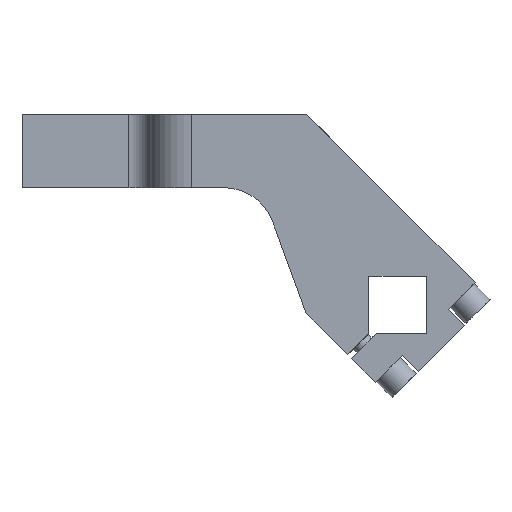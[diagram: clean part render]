
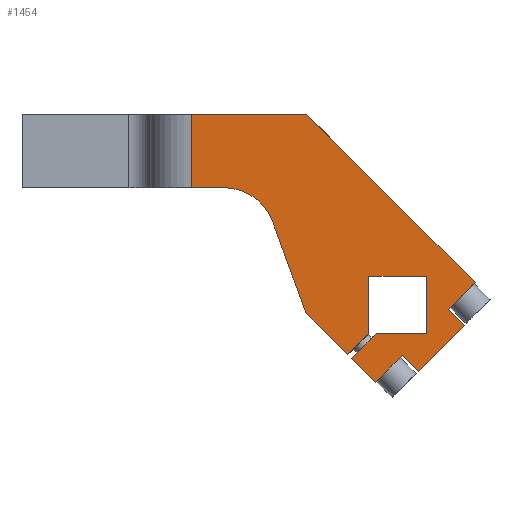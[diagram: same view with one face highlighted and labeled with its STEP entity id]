
A CAD part, left-side view. The second image highlights one B-rep face of the part: STEP entity #1454.
In plain terms, the highlighted planar face has unit normal (-1, 0, 0).
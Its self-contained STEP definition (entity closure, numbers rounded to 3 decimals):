
#36=PLANE('',#1573);
#105=FACE_OUTER_BOUND('',#188,.T.);
#188=EDGE_LOOP('',(#1086,#1087,#1088,#1089,#1090,#1091,#1092,#1093,#1094,
#1095,#1096,#1097,#1098,#1099,#1100,#1101,#1102,#1103,#1104,#1105,#1106,
#1107,#1108));
#263=LINE('',#2113,#426);
#291=LINE('',#2179,#454);
#299=LINE('',#2209,#462);
#307=LINE('',#2236,#470);
#309=LINE('',#2240,#472);
#310=LINE('',#2242,#473);
#311=LINE('',#2244,#474);
#312=LINE('',#2246,#475);
#313=LINE('',#2248,#476);
#314=LINE('',#2250,#477);
#315=LINE('',#2252,#478);
#316=LINE('',#2254,#479);
#317=LINE('',#2256,#480);
#318=LINE('',#2258,#481);
#319=LINE('',#2260,#482);
#320=LINE('',#2262,#483);
#321=LINE('',#2264,#484);
#322=LINE('',#2266,#485);
#323=LINE('',#2268,#486);
#324=LINE('',#2270,#487);
#325=LINE('',#2271,#488);
#326=LINE('',#2272,#489);
#426=VECTOR('',#1684,10.);
#454=VECTOR('',#1740,10.);
#462=VECTOR('',#1766,10.);
#470=VECTOR('',#1792,10.);
#472=VECTOR('',#1796,10.);
#473=VECTOR('',#1797,10.);
#474=VECTOR('',#1798,10.);
#475=VECTOR('',#1799,10.);
#476=VECTOR('',#1800,10.);
#477=VECTOR('',#1801,10.);
#478=VECTOR('',#1802,10.);
#479=VECTOR('',#1803,10.);
#480=VECTOR('',#1804,10.);
#481=VECTOR('',#1805,10.);
#482=VECTOR('',#1806,10.);
#483=VECTOR('',#1807,10.);
#484=VECTOR('',#1808,10.);
#485=VECTOR('',#1809,10.);
#486=VECTOR('',#1810,10.);
#487=VECTOR('',#1811,10.);
#488=VECTOR('',#1812,10.);
#489=VECTOR('',#1813,10.);
#586=CIRCLE('',#1542,20.);
#642=VERTEX_POINT('',#2111);
#643=VERTEX_POINT('',#2112);
#646=VERTEX_POINT('',#2120);
#667=VERTEX_POINT('',#2177);
#679=VERTEX_POINT('',#2206);
#680=VERTEX_POINT('',#2208);
#690=VERTEX_POINT('',#2234);
#691=VERTEX_POINT('',#2239);
#692=VERTEX_POINT('',#2241);
#693=VERTEX_POINT('',#2243);
#694=VERTEX_POINT('',#2245);
#695=VERTEX_POINT('',#2247);
#696=VERTEX_POINT('',#2249);
#697=VERTEX_POINT('',#2251);
#698=VERTEX_POINT('',#2253);
#699=VERTEX_POINT('',#2255);
#700=VERTEX_POINT('',#2257);
#701=VERTEX_POINT('',#2259);
#702=VERTEX_POINT('',#2261);
#703=VERTEX_POINT('',#2263);
#704=VERTEX_POINT('',#2265);
#705=VERTEX_POINT('',#2267);
#706=VERTEX_POINT('',#2269);
#781=EDGE_CURVE('',#642,#643,#263,.T.);
#785=EDGE_CURVE('',#646,#642,#586,.T.);
#815=EDGE_CURVE('',#643,#667,#291,.T.);
#829=EDGE_CURVE('',#680,#679,#299,.T.);
#843=EDGE_CURVE('',#690,#679,#307,.T.);
#845=EDGE_CURVE('',#667,#691,#309,.T.);
#846=EDGE_CURVE('',#691,#692,#310,.T.);
#847=EDGE_CURVE('',#692,#693,#311,.T.);
#848=EDGE_CURVE('',#693,#694,#312,.T.);
#849=EDGE_CURVE('',#694,#695,#313,.T.);
#850=EDGE_CURVE('',#695,#696,#314,.T.);
#851=EDGE_CURVE('',#696,#697,#315,.T.);
#852=EDGE_CURVE('',#697,#698,#316,.T.);
#853=EDGE_CURVE('',#698,#699,#317,.T.);
#854=EDGE_CURVE('',#699,#700,#318,.T.);
#855=EDGE_CURVE('',#700,#701,#319,.T.);
#856=EDGE_CURVE('',#701,#702,#320,.T.);
#857=EDGE_CURVE('',#702,#703,#321,.T.);
#858=EDGE_CURVE('',#703,#704,#322,.T.);
#859=EDGE_CURVE('',#704,#705,#323,.T.);
#860=EDGE_CURVE('',#705,#706,#324,.T.);
#861=EDGE_CURVE('',#706,#680,#325,.T.);
#862=EDGE_CURVE('',#690,#646,#326,.T.);
#1086=ORIENTED_EDGE('',*,*,#781,.T.);
#1087=ORIENTED_EDGE('',*,*,#815,.T.);
#1088=ORIENTED_EDGE('',*,*,#845,.T.);
#1089=ORIENTED_EDGE('',*,*,#846,.T.);
#1090=ORIENTED_EDGE('',*,*,#847,.T.);
#1091=ORIENTED_EDGE('',*,*,#848,.T.);
#1092=ORIENTED_EDGE('',*,*,#849,.T.);
#1093=ORIENTED_EDGE('',*,*,#850,.T.);
#1094=ORIENTED_EDGE('',*,*,#851,.T.);
#1095=ORIENTED_EDGE('',*,*,#852,.T.);
#1096=ORIENTED_EDGE('',*,*,#853,.T.);
#1097=ORIENTED_EDGE('',*,*,#854,.T.);
#1098=ORIENTED_EDGE('',*,*,#855,.T.);
#1099=ORIENTED_EDGE('',*,*,#856,.T.);
#1100=ORIENTED_EDGE('',*,*,#857,.T.);
#1101=ORIENTED_EDGE('',*,*,#858,.T.);
#1102=ORIENTED_EDGE('',*,*,#859,.T.);
#1103=ORIENTED_EDGE('',*,*,#860,.T.);
#1104=ORIENTED_EDGE('',*,*,#861,.T.);
#1105=ORIENTED_EDGE('',*,*,#829,.T.);
#1106=ORIENTED_EDGE('',*,*,#843,.F.);
#1107=ORIENTED_EDGE('',*,*,#862,.T.);
#1108=ORIENTED_EDGE('',*,*,#785,.T.);
#1454=ADVANCED_FACE('',(#105),#36,.T.);
#1542=AXIS2_PLACEMENT_3D('',#2121,#1690,#1691);
#1573=AXIS2_PLACEMENT_3D('',#2238,#1794,#1795);
#1684=DIRECTION('',(0.,-0.342,-0.94));
#1690=DIRECTION('center_axis',(1.,0.,0.));
#1691=DIRECTION('ref_axis',(0.,0.,-1.));
#1740=DIRECTION('',(0.,-0.707,-0.707));
#1766=DIRECTION('',(0.,1.,0.));
#1792=DIRECTION('',(0.,0.,1.));
#1794=DIRECTION('center_axis',(-1.,0.,0.));
#1795=DIRECTION('ref_axis',(0.,0.,1.));
#1796=DIRECTION('',(0.,-0.707,0.707));
#1797=DIRECTION('',(0.,0.,1.));
#1798=DIRECTION('',(0.,-1.,0.));
#1799=DIRECTION('',(0.,0.,-1.));
#1800=DIRECTION('',(0.,1.,0.));
#1801=DIRECTION('',(0.,0.707,-0.707));
#1802=DIRECTION('',(0.,-0.707,-0.707));
#1803=DIRECTION('',(0.,-0.707,0.707));
#1804=DIRECTION('',(0.,-0.707,0.707));
#1805=DIRECTION('',(0.,-0.707,0.707));
#1806=DIRECTION('',(0.,-0.707,-0.707));
#1807=DIRECTION('',(0.,-0.707,0.707));
#1808=DIRECTION('',(0.,0.707,0.707));
#1809=DIRECTION('',(0.,-0.707,0.707));
#1810=DIRECTION('',(0.,-0.707,0.707));
#1811=DIRECTION('',(0.,-0.707,0.707));
#1812=DIRECTION('',(0.,0.707,0.707));
#1813=DIRECTION('',(0.,-1.,0.));
#2111=CARTESIAN_POINT('',(-39.,47.863,31.84));
#2112=CARTESIAN_POINT('',(-39.,35.181,-3.003));
#2113=CARTESIAN_POINT('',(-39.,44.732,23.238));
#2120=CARTESIAN_POINT('',(-39.,66.657,45.));
#2121=CARTESIAN_POINT('Origin',(-39.,66.657,25.));
#2177=CARTESIAN_POINT('',(-39.,19.092,-19.092));
#2179=CARTESIAN_POINT('',(-39.,19.092,-19.092));
#2206=CARTESIAN_POINT('',(-39.,79.,73.));
#2208=CARTESIAN_POINT('',(-39.,34.816,73.));
#2209=CARTESIAN_POINT('',(-39.,95.,73.));
#2234=CARTESIAN_POINT('',(-39.,79.,45.));
#2236=CARTESIAN_POINT('',(-39.,79.,32.803));
#2238=CARTESIAN_POINT('Origin',(-39.,25.196,20.606));
#2239=CARTESIAN_POINT('',(-39.,11.,-11.));
#2240=CARTESIAN_POINT('',(-39.,11.,-11.));
#2241=CARTESIAN_POINT('',(-39.,11.,11.));
#2242=CARTESIAN_POINT('',(-39.,11.,11.));
#2243=CARTESIAN_POINT('',(-39.,-11.,11.));
#2244=CARTESIAN_POINT('',(-39.,-11.,11.));
#2245=CARTESIAN_POINT('',(-39.,-11.,-11.));
#2246=CARTESIAN_POINT('',(-39.,-11.,-11.));
#2247=CARTESIAN_POINT('',(-39.,8.172,-11.));
#2248=CARTESIAN_POINT('',(-39.,8.172,-11.));
#2249=CARTESIAN_POINT('',(-39.,17.678,-20.506));
#2250=CARTESIAN_POINT('',(-39.,17.678,-20.506));
#2251=CARTESIAN_POINT('',(-39.,8.485,-29.698));
#2252=CARTESIAN_POINT('',(-39.,8.485,-29.698));
#2253=CARTESIAN_POINT('',(-39.,5.303,-26.517));
#2254=CARTESIAN_POINT('',(-39.,-1.768,-19.445));
#2255=CARTESIAN_POINT('',(-39.,1.768,-22.981));
#2256=CARTESIAN_POINT('',(-39.,-1.768,-19.445));
#2257=CARTESIAN_POINT('',(-39.,-1.768,-19.445));
#2258=CARTESIAN_POINT('',(-39.,-1.768,-19.445));
#2259=CARTESIAN_POINT('',(-39.,-7.99,-25.668));
#2260=CARTESIAN_POINT('',(-39.,-7.99,-25.668));
#2261=CARTESIAN_POINT('',(-39.,-25.668,-7.99));
#2262=CARTESIAN_POINT('',(-39.,-25.668,-7.99));
#2263=CARTESIAN_POINT('',(-39.,-19.445,-1.768));
#2264=CARTESIAN_POINT('',(-39.,-19.445,-1.768));
#2265=CARTESIAN_POINT('',(-39.,-22.981,1.768));
#2266=CARTESIAN_POINT('',(-39.,-29.698,8.485));
#2267=CARTESIAN_POINT('',(-39.,-26.517,5.303));
#2268=CARTESIAN_POINT('',(-39.,-29.698,8.485));
#2269=CARTESIAN_POINT('',(-39.,-29.698,8.485));
#2270=CARTESIAN_POINT('',(-39.,-29.698,8.485));
#2271=CARTESIAN_POINT('',(-39.,34.816,73.));
#2272=CARTESIAN_POINT('',(-39.,105.098,45.));
